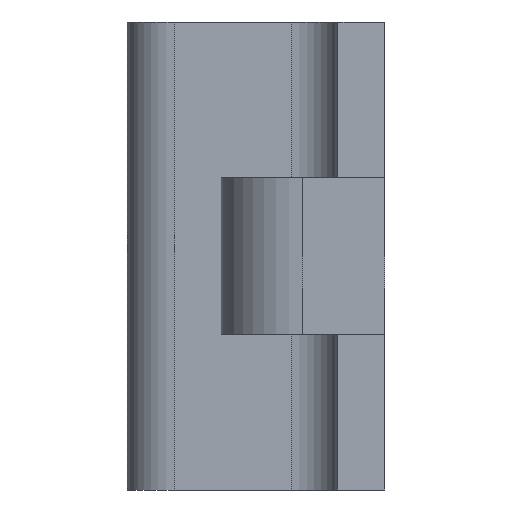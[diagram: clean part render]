
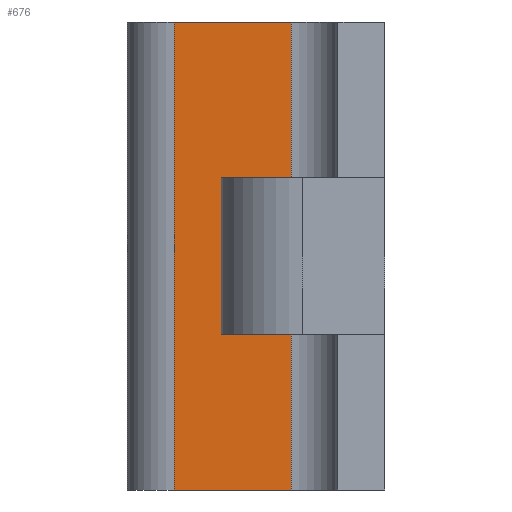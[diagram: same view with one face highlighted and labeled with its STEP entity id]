
A CAD part, left-side view. The second image highlights one B-rep face of the part: STEP entity #676.
In plain terms, the highlighted planar face has unit normal (-1, 0, 0).
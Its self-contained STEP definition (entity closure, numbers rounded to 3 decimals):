
#25=PLANE('',#744);
#50=FACE_OUTER_BOUND('',#87,.T.);
#87=EDGE_LOOP('',(#495,#496,#497,#498));
#134=LINE('',#1025,#207);
#139=LINE('',#1039,#212);
#140=LINE('',#1045,#213);
#142=LINE('',#1048,#215);
#207=VECTOR('',#821,10.);
#212=VECTOR('',#832,10.);
#213=VECTOR('',#839,10.);
#215=VECTOR('',#843,10.);
#310=VERTEX_POINT('',#1022);
#311=VERTEX_POINT('',#1024);
#317=VERTEX_POINT('',#1038);
#319=VERTEX_POINT('',#1043);
#378=EDGE_CURVE('',#310,#311,#134,.T.);
#385=EDGE_CURVE('',#311,#317,#139,.T.);
#388=EDGE_CURVE('',#319,#310,#140,.T.);
#390=EDGE_CURVE('',#317,#319,#142,.T.);
#495=ORIENTED_EDGE('',*,*,#385,.F.);
#496=ORIENTED_EDGE('',*,*,#378,.F.);
#497=ORIENTED_EDGE('',*,*,#388,.F.);
#498=ORIENTED_EDGE('',*,*,#390,.F.);
#676=ADVANCED_FACE('',(#50),#25,.T.);
#744=AXIS2_PLACEMENT_3D('',#1047,#841,#842);
#821=DIRECTION('',(0.,1.,0.));
#832=DIRECTION('',(0.,0.,1.));
#839=DIRECTION('',(0.,0.,-1.));
#841=DIRECTION('center_axis',(-1.,0.,0.));
#842=DIRECTION('ref_axis',(0.,1.,0.));
#843=DIRECTION('',(0.,-1.,0.));
#1022=CARTESIAN_POINT('',(-5.25,2.,-10.));
#1024=CARTESIAN_POINT('',(-5.25,4.5,-10.));
#1025=CARTESIAN_POINT('',(-5.25,5.5,-10.));
#1038=CARTESIAN_POINT('',(-5.25,4.5,0.));
#1039=CARTESIAN_POINT('',(-5.25,4.5,0.));
#1043=CARTESIAN_POINT('',(-5.25,2.,0.));
#1045=CARTESIAN_POINT('',(-5.25,2.,0.));
#1047=CARTESIAN_POINT('Origin',(-5.25,1.,0.));
#1048=CARTESIAN_POINT('',(-5.25,5.5,0.));
